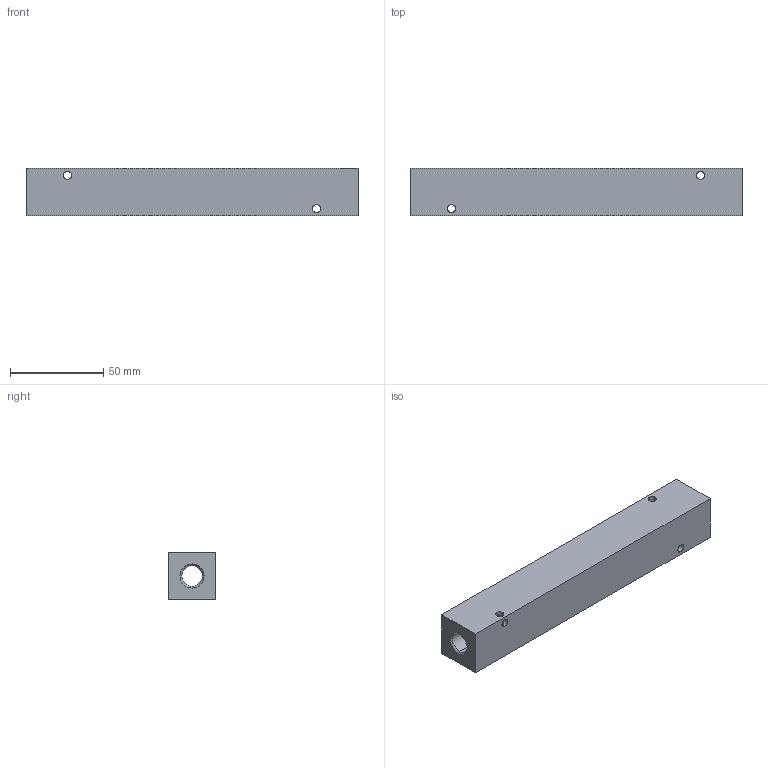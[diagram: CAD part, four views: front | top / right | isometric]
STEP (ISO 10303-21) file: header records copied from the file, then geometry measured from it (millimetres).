
FILE_DESCRIPTION (( 'STEP AP214' ), '1' );
FILE_NAME ('MRP-9CB.step', '2018-10-25T18:31:51', ( '' ), ( '' ), 'SwSTEP 2.0', 'SolidWorks 2018', '' );
FILE_SCHEMA (( 'AUTOMOTIVE_DESIGN' ));
Length unit declared in the file: inch
Products named in the file (1): MRP-9CB
Bounding box: 177.8 x 25.4 x 25.4 mm (x, y, z)
Volume: 91883.4 mm3; surface area: 27206.7 mm2
Topology: 1 solids, 1 shells, 64 faces, 164 edges, 98 vertices
Faces by surface type: cylinder 36, cone 22, plane 6
Entity records: 2668 total; most frequent: CARTESIAN_POINT 1059, ORIENTED_EDGE 328, DIRECTION 320, EDGE_CURVE 164, AXIS2_PLACEMENT_3D 125, VERTEX_POINT 98, EDGE_LOOP 92, VECTOR 70
